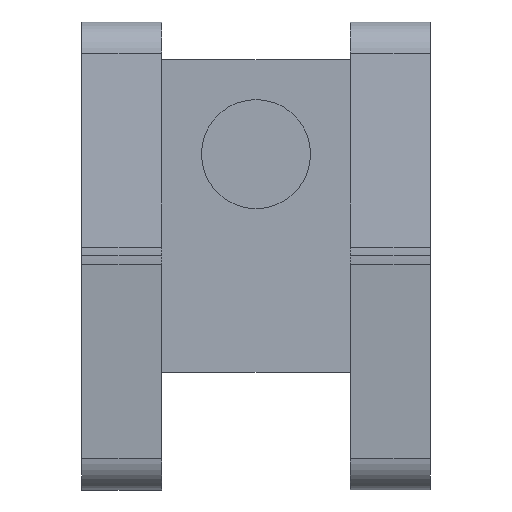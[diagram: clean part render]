
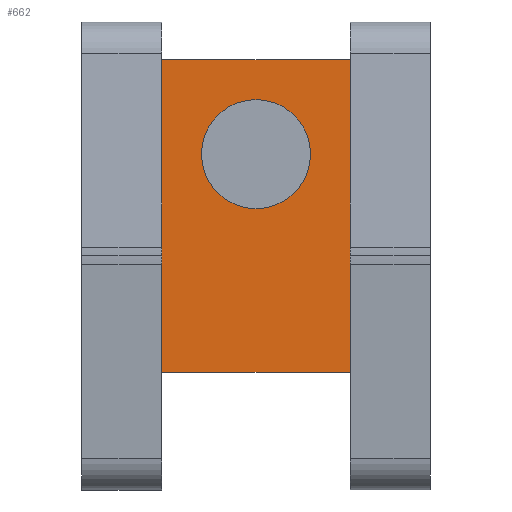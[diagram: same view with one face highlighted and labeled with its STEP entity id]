
A CAD part, top view. The second image highlights one B-rep face of the part: STEP entity #662.
In plain terms, the highlighted planar face has unit normal (0, 0, 1).
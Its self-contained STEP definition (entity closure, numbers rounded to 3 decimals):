
#1 = CARTESIAN_POINT ( 'NONE',  ( 3300., -4600., -1100. ) ) ;
#10 = VERTEX_POINT ( 'NONE', #912 ) ;
#30 = EDGE_CURVE ( 'NONE', #231, #787, #417, .T. ) ;
#47 = ORIENTED_EDGE ( 'NONE', *, *, #109, .F. ) ;
#48 = AXIS2_PLACEMENT_3D ( 'NONE', #583, #445, #870 ) ;
#60 = VERTEX_POINT ( 'NONE', #1 ) ;
#109 = EDGE_CURVE ( 'NONE', #10, #259, #188, .T. ) ;
#130 = EDGE_CURVE ( 'NONE', #302, #60, #439, .T. ) ;
#188 = CIRCLE ( 'NONE', #48, 750. ) ;
#223 = CARTESIAN_POINT ( 'NONE',  ( 0., 0., -1100. ) ) ;
#231 = VERTEX_POINT ( 'NONE', #873 ) ;
#248 = CARTESIAN_POINT ( 'NONE',  ( 700., -4600., -1100. ) ) ;
#257 = CIRCLE ( 'NONE', #808, 750. ) ;
#259 = VERTEX_POINT ( 'NONE', #666 ) ;
#265 = ORIENTED_EDGE ( 'NONE', *, *, #629, .T. ) ;
#270 = DIRECTION ( 'NONE',  ( -1., 0., 0. ) ) ;
#302 = VERTEX_POINT ( 'NONE', #248 ) ;
#322 = DIRECTION ( 'NONE',  ( 0., 0., 1. ) ) ;
#355 = LINE ( 'NONE', #435, #748 ) ;
#365 = DIRECTION ( 'NONE',  ( 1., 0., 0. ) ) ;
#377 = FACE_OUTER_BOUND ( 'NONE', #925, .T. ) ;
#414 = EDGE_CURVE ( 'NONE', #787, #302, #355, .T. ) ;
#417 = LINE ( 'NONE', #624, #713 ) ;
#435 = CARTESIAN_POINT ( 'NONE',  ( 700., -300., -1100. ) ) ;
#439 = LINE ( 'NONE', #588, #915 ) ;
#442 = DIRECTION ( 'NONE',  ( 0., -1., 0. ) ) ;
#445 = DIRECTION ( 'NONE',  ( 0., 0., 1. ) ) ;
#513 = DIRECTION ( 'NONE',  ( 0., 0., 1. ) ) ;
#529 = CARTESIAN_POINT ( 'NONE',  ( 3300., -4600., -1100. ) ) ;
#542 = CARTESIAN_POINT ( 'NONE',  ( 700., -300., -1100. ) ) ;
#583 = CARTESIAN_POINT ( 'NONE',  ( 2000., -1600., -1100. ) ) ;
#588 = CARTESIAN_POINT ( 'NONE',  ( 700., -4600., -1100. ) ) ;
#605 = DIRECTION ( 'NONE',  ( 1., 0., 0. ) ) ;
#624 = CARTESIAN_POINT ( 'NONE',  ( 3300., -300., -1100. ) ) ;
#629 = EDGE_CURVE ( 'NONE', #60, #231, #668, .T. ) ;
#662 = ADVANCED_FACE ( 'NONE', ( #863, #377 ), #728, .T. ) ;
#663 = DIRECTION ( 'NONE',  ( 1., 0., 0. ) ) ;
#666 = CARTESIAN_POINT ( 'NONE',  ( 2750., -1600., -1100. ) ) ;
#668 = LINE ( 'NONE', #529, #757 ) ;
#713 = VECTOR ( 'NONE', #270, 1000. ) ;
#728 = PLANE ( 'NONE',  #825 ) ;
#748 = VECTOR ( 'NONE', #442, 1000. ) ;
#756 = ORIENTED_EDGE ( 'NONE', *, *, #414, .T. ) ;
#757 = VECTOR ( 'NONE', #889, 1000. ) ;
#765 = ORIENTED_EDGE ( 'NONE', *, *, #130, .T. ) ;
#787 = VERTEX_POINT ( 'NONE', #542 ) ;
#801 = CARTESIAN_POINT ( 'NONE',  ( 2000., -1600., -1100. ) ) ;
#808 = AXIS2_PLACEMENT_3D ( 'NONE', #801, #322, #605 ) ;
#825 = AXIS2_PLACEMENT_3D ( 'NONE', #223, #513, #663 ) ;
#842 = ORIENTED_EDGE ( 'NONE', *, *, #30, .T. ) ;
#844 = ORIENTED_EDGE ( 'NONE', *, *, #876, .F. ) ;
#863 = FACE_BOUND ( 'NONE', #933, .T. ) ;
#870 = DIRECTION ( 'NONE',  ( 1., 0., 0. ) ) ;
#873 = CARTESIAN_POINT ( 'NONE',  ( 3300., -300., -1100. ) ) ;
#876 = EDGE_CURVE ( 'NONE', #259, #10, #257, .T. ) ;
#889 = DIRECTION ( 'NONE',  ( 0., 1., 0. ) ) ;
#912 = CARTESIAN_POINT ( 'NONE',  ( 1250., -1600., -1100. ) ) ;
#915 = VECTOR ( 'NONE', #365, 1000. ) ;
#925 = EDGE_LOOP ( 'NONE', ( #756, #765, #265, #842 ) ) ;
#933 = EDGE_LOOP ( 'NONE', ( #47, #844 ) ) ;
